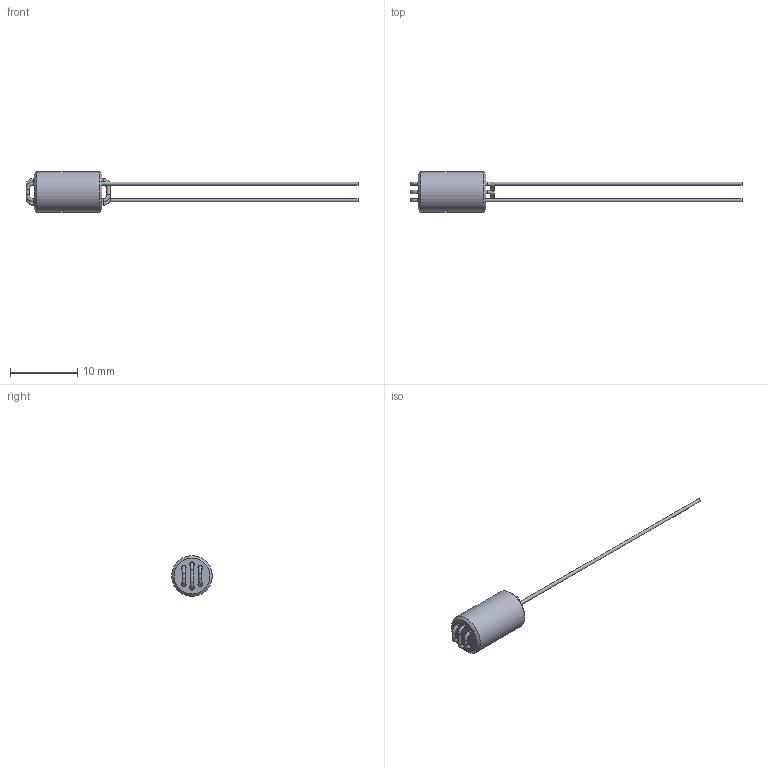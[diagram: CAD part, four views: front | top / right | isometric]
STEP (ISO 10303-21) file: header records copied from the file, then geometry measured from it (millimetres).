
FILE_DESCRIPTION( ( 'Unknown' ), '1' );
FILE_NAME( '74275043.stp', 'Unknown', ( 'Unknown' ), ( 'Unknown' ), 'XStep 1.0', 'Unknown', ' ' );
FILE_SCHEMA( ( 'automotive_design' ) );
Length unit declared in the file: millimetre
Products named in the file (2): 1; 2
Bounding box: 49.24 x 6 x 6 mm (x, y, z)
Volume: 285.9 mm3; surface area: 602.2 mm2
Topology: 2 solids, 2 shells, 34 faces, 72 edges, 42 vertices
Faces by surface type: cylinder 18, torus 10, plane 4, cone 2
Full cylindrical faces by diameter (mm): 0.48 x11, 0.7 x6, 6 x1
Entity records: 1051 total; most frequent: DIRECTION 148, CARTESIAN_POINT 112, EDGE_LOOP 76, ORIENTED_EDGE 76, AXIS2_PLACEMENT_3D 74, FACE_OUTER_BOUND 62, EDGE_CURVE 38, VERTEX_POINT 38
